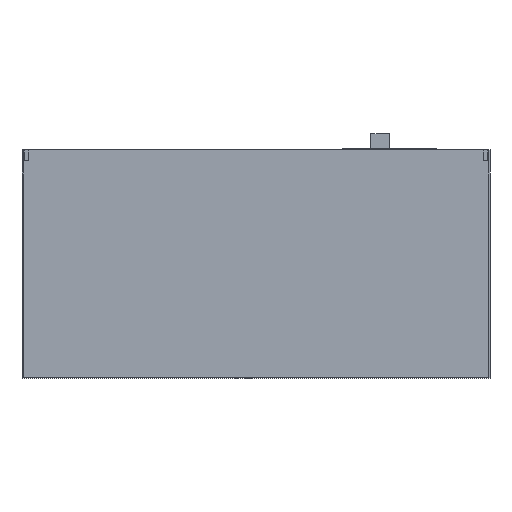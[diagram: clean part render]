
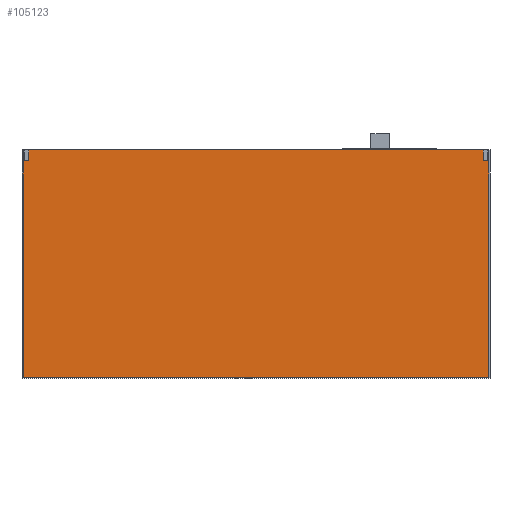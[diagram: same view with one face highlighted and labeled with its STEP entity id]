
A CAD part, front view. The second image highlights one B-rep face of the part: STEP entity #105123.
In plain terms, the highlighted planar face has unit normal (0, -1, 0).
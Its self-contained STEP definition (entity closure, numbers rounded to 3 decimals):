
#13029 = DIRECTION ( 'NONE',  ( 1., 0., 0. ) ) ;
#13054 = LINE ( 'NONE', #13069, #88891 ) ;
#13069 = CARTESIAN_POINT ( 'NONE',  ( -228.5, -458.5, 111.5 ) ) ;
#18644 = EDGE_LOOP ( 'NONE', ( #39323, #39315, #39309, #39290, #39353, #39308, #39342, #39297, #39307, #39298, #39330, #39324 ) ) ;
#22726 = VERTEX_POINT ( 'NONE', #113968 ) ;
#23081 = VERTEX_POINT ( 'NONE', #114252 ) ;
#24998 = VERTEX_POINT ( 'NONE', #114447 ) ;
#25033 = VERTEX_POINT ( 'NONE', #114384 ) ;
#25062 = VERTEX_POINT ( 'NONE', #114436 ) ;
#25066 = VERTEX_POINT ( 'NONE', #114443 ) ;
#25086 = VERTEX_POINT ( 'NONE', #114382 ) ;
#25091 = VERTEX_POINT ( 'NONE', #114427 ) ;
#25131 = VERTEX_POINT ( 'NONE', #114419 ) ;
#25138 = VERTEX_POINT ( 'NONE', #114438 ) ;
#25164 = VERTEX_POINT ( 'NONE', #114458 ) ;
#25203 = VERTEX_POINT ( 'NONE', #114452 ) ;
#39290 = ORIENTED_EDGE ( 'NONE', *, *, #126032, .T. ) ;
#39297 = ORIENTED_EDGE ( 'NONE', *, *, #125971, .F. ) ;
#39298 = ORIENTED_EDGE ( 'NONE', *, *, #126080, .F. ) ;
#39307 = ORIENTED_EDGE ( 'NONE', *, *, #125992, .F. ) ;
#39308 = ORIENTED_EDGE ( 'NONE', *, *, #126019, .T. ) ;
#39309 = ORIENTED_EDGE ( 'NONE', *, *, #125967, .F. ) ;
#39315 = ORIENTED_EDGE ( 'NONE', *, *, #126090, .F. ) ;
#39323 = ORIENTED_EDGE ( 'NONE', *, *, #97019, .F. ) ;
#39324 = ORIENTED_EDGE ( 'NONE', *, *, #126071, .T. ) ;
#39330 = ORIENTED_EDGE ( 'NONE', *, *, #125982, .F. ) ;
#39342 = ORIENTED_EDGE ( 'NONE', *, *, #126007, .T. ) ;
#39353 = ORIENTED_EDGE ( 'NONE', *, *, #125997, .F. ) ;
#46397 = VECTOR ( 'NONE', #106750, 1000. ) ;
#46402 = VECTOR ( 'NONE', #106791, 1000. ) ;
#46412 = VECTOR ( 'NONE', #106668, 1000. ) ;
#46421 = VECTOR ( 'NONE', #106671, 1000. ) ;
#46461 = VECTOR ( 'NONE', #106745, 1000. ) ;
#46497 = VECTOR ( 'NONE', #106876, 1000. ) ;
#46503 = VECTOR ( 'NONE', #106833, 1000. ) ;
#46551 = VECTOR ( 'NONE', #106785, 1000. ) ;
#46616 = VECTOR ( 'NONE', #107012, 1000. ) ;
#46671 = VECTOR ( 'NONE', #106981, 1000. ) ;
#46679 = VECTOR ( 'NONE', #107024, 1000. ) ;
#47555 = DIRECTION ( 'NONE',  ( 0., 0., 1. ) ) ;
#47591 = FACE_OUTER_BOUND ( 'NONE', #18644, .T. ) ;
#47593 = DIRECTION ( 'NONE',  ( 0., 1., 0. ) ) ;
#47609 = CARTESIAN_POINT ( 'NONE',  ( -228.5, -458.5, 111.5 ) ) ;
#47643 = PLANE ( 'NONE',  #65908 ) ;
#65908 = AXIS2_PLACEMENT_3D ( 'NONE', #47609, #47593, #47555 ) ;
#88891 = VECTOR ( 'NONE', #13029, 1000. ) ;
#97019 = EDGE_CURVE ( 'NONE', #22726, #23081, #13054, .T. ) ;
#105123 = ADVANCED_FACE ( 'NONE', ( #47591 ), #47643, .F. ) ;
#106642 = LINE ( 'NONE', #106667, #46421 ) ;
#106667 = CARTESIAN_POINT ( 'NONE',  ( -223., -458.5, 101.5 ) ) ;
#106668 = DIRECTION ( 'NONE',  ( 0., 0., -1. ) ) ;
#106671 = DIRECTION ( 'NONE',  ( 1., 0., 0. ) ) ;
#106694 = CARTESIAN_POINT ( 'NONE',  ( 228.5, -458.5, 111.5 ) ) ;
#106699 = LINE ( 'NONE', #106694, #46412 ) ;
#106720 = CARTESIAN_POINT ( 'NONE',  ( 223., -458.5, 101.5 ) ) ;
#106729 = LINE ( 'NONE', #106741, #46397 ) ;
#106736 = LINE ( 'NONE', #106720, #46461 ) ;
#106741 = CARTESIAN_POINT ( 'NONE',  ( -228.5, -458.5, 111.5 ) ) ;
#106745 = DIRECTION ( 'NONE',  ( 1., 0., 0. ) ) ;
#106749 = LINE ( 'NONE', #106751, #46402 ) ;
#106750 = DIRECTION ( 'NONE',  ( 1., 0., 0. ) ) ;
#106751 = CARTESIAN_POINT ( 'NONE',  ( -228.5, -458.5, 111.5 ) ) ;
#106779 = LINE ( 'NONE', #106780, #46551 ) ;
#106780 = CARTESIAN_POINT ( 'NONE',  ( -228.5, -458.5, -111.5 ) ) ;
#106785 = DIRECTION ( 'NONE',  ( 1., 0., 0. ) ) ;
#106791 = DIRECTION ( 'NONE',  ( 1., 0., 0. ) ) ;
#106806 = LINE ( 'NONE', #106844, #46503 ) ;
#106833 = DIRECTION ( 'NONE',  ( 0., 0., -1. ) ) ;
#106844 = CARTESIAN_POINT ( 'NONE',  ( -228.5, -458.5, 111.5 ) ) ;
#106856 = CARTESIAN_POINT ( 'NONE',  ( -227.5, -458.5, 101.5 ) ) ;
#106869 = LINE ( 'NONE', #106856, #46497 ) ;
#106876 = DIRECTION ( 'NONE',  ( 0., 0., 1. ) ) ;
#106977 = CARTESIAN_POINT ( 'NONE',  ( 227.5, -458.5, 101.5 ) ) ;
#106981 = DIRECTION ( 'NONE',  ( 0., 0., 1. ) ) ;
#107011 = CARTESIAN_POINT ( 'NONE',  ( 223., -458.5, 101.5 ) ) ;
#107012 = DIRECTION ( 'NONE',  ( 0., 0., 1. ) ) ;
#107013 = LINE ( 'NONE', #107011, #46616 ) ;
#107017 = LINE ( 'NONE', #106977, #46671 ) ;
#107024 = DIRECTION ( 'NONE',  ( 0., 0., 1. ) ) ;
#107052 = CARTESIAN_POINT ( 'NONE',  ( -223., -458.5, 101.5 ) ) ;
#107059 = LINE ( 'NONE', #107052, #46679 ) ;
#113968 = CARTESIAN_POINT ( 'NONE',  ( -223., -458.5, 111.5 ) ) ;
#114252 = CARTESIAN_POINT ( 'NONE',  ( 223., -458.5, 111.5 ) ) ;
#114382 = CARTESIAN_POINT ( 'NONE',  ( 228.5, -458.5, 111.5 ) ) ;
#114384 = CARTESIAN_POINT ( 'NONE',  ( -227.5, -458.5, 111.5 ) ) ;
#114419 = CARTESIAN_POINT ( 'NONE',  ( -223., -458.5, 101.5 ) ) ;
#114427 = CARTESIAN_POINT ( 'NONE',  ( -227.5, -458.5, 101.5 ) ) ;
#114436 = CARTESIAN_POINT ( 'NONE',  ( 228.5, -458.5, -111.5 ) ) ;
#114438 = CARTESIAN_POINT ( 'NONE',  ( 223., -458.5, 101.5 ) ) ;
#114443 = CARTESIAN_POINT ( 'NONE',  ( 227.5, -458.5, 101.5 ) ) ;
#114447 = CARTESIAN_POINT ( 'NONE',  ( 227.5, -458.5, 111.5 ) ) ;
#114452 = CARTESIAN_POINT ( 'NONE',  ( -228.5, -458.5, -111.5 ) ) ;
#114458 = CARTESIAN_POINT ( 'NONE',  ( -228.5, -458.5, 111.5 ) ) ;
#125967 = EDGE_CURVE ( 'NONE', #25091, #25131, #106642, .T. ) ;
#125971 = EDGE_CURVE ( 'NONE', #25086, #25062, #106699, .T. ) ;
#125982 = EDGE_CURVE ( 'NONE', #25138, #25066, #106736, .T. ) ;
#125992 = EDGE_CURVE ( 'NONE', #24998, #25086, #106729, .T. ) ;
#125997 = EDGE_CURVE ( 'NONE', #25164, #25033, #106749, .T. ) ;
#126007 = EDGE_CURVE ( 'NONE', #25203, #25062, #106779, .T. ) ;
#126019 = EDGE_CURVE ( 'NONE', #25164, #25203, #106806, .T. ) ;
#126032 = EDGE_CURVE ( 'NONE', #25091, #25033, #106869, .T. ) ;
#126071 = EDGE_CURVE ( 'NONE', #25138, #23081, #107013, .T. ) ;
#126080 = EDGE_CURVE ( 'NONE', #25066, #24998, #107017, .T. ) ;
#126090 = EDGE_CURVE ( 'NONE', #25131, #22726, #107059, .T. ) ;
